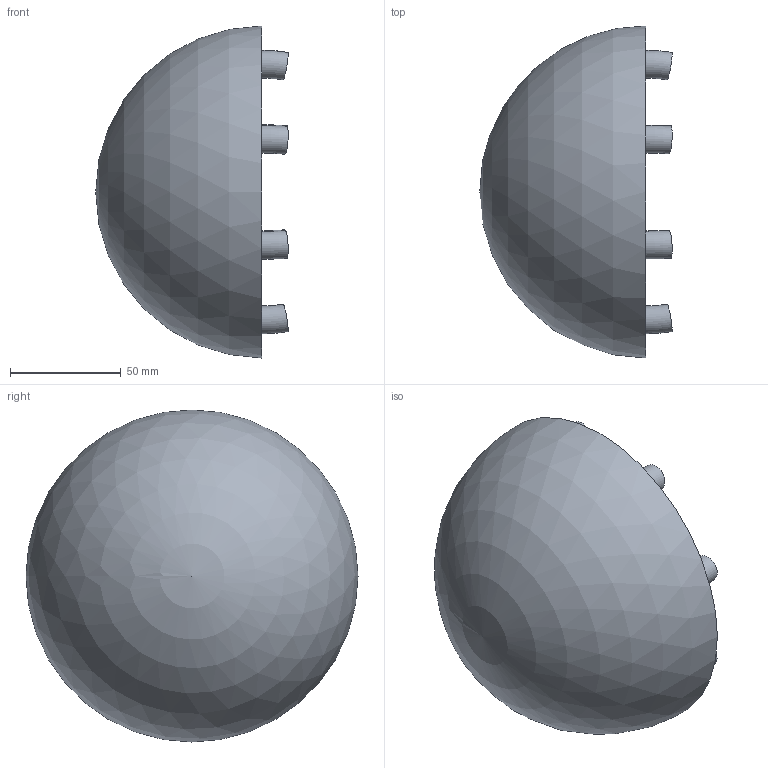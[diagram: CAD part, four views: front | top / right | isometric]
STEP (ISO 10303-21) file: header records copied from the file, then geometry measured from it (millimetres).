
FILE_DESCRIPTION(/* description */ (''),/* implementation_level */ '2;1');
FILE_NAME(/* name */ 'Interlocking Sphere.step',/* time_stamp */ '2018-10-16T13:24:05+01:00',/* author */ ('charles.freestone'),/* organization */ (''),/* preprocessor_version */ 'ST-DEVELOPER v17.2',/* originating_system */ 'Autodesk Translation Framework v7.6.0.251',/* authorisation */ '');
FILE_SCHEMA (('AUTOMOTIVE_DESIGN { 1 0 10303 214 3 1 1 }'));
Length unit declared in the file: millimetre
Products named in the file (1): bodgy
Bounding box: 86.94 x 150 x 150 mm (x, y, z)
Volume: 621077.2 mm3; surface area: 67831.9 mm2
Topology: 1 solids, 1 shells, 35 faces, 72 edges, 54 vertices
Faces by surface type: plane 17, torus 16, sphere 2
Entity records: 1023 total; most frequent: DIRECTION 212, CARTESIAN_POINT 160, ORIENTED_EDGE 140, AXIS2_PLACEMENT_3D 106, CIRCLE 70, EDGE_CURVE 70, VERTEX_POINT 54, EDGE_LOOP 52
